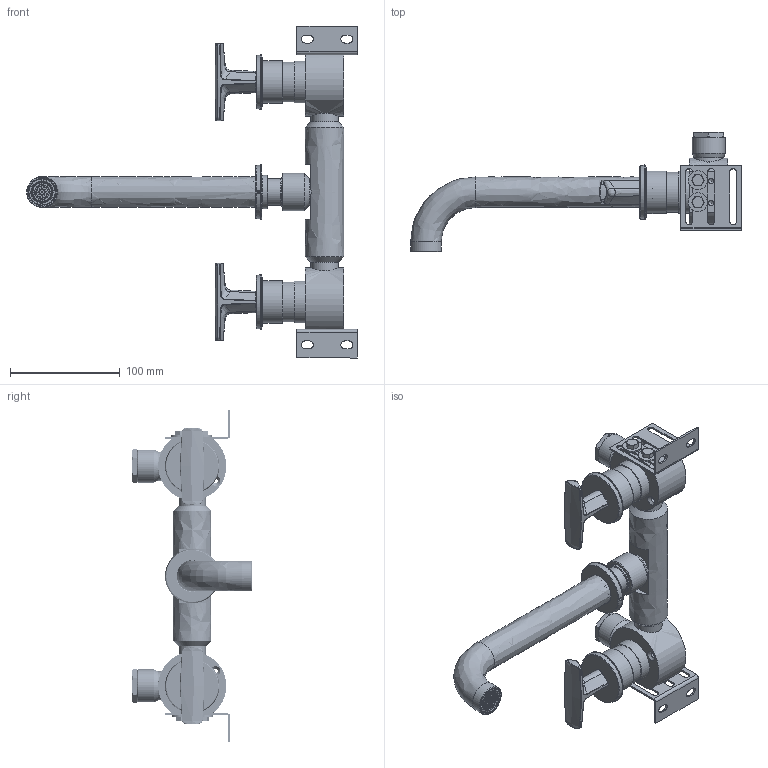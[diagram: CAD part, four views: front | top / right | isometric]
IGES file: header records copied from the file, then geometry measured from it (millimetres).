
Global section: file name: FORMET20K47-CBA; native system: Autodesk Inventor 2020; preprocessor: unknown; author: rclarke; date: 20221130.104124; units: millimetre
Bounding box: 300.85 x 108.5 x 302 mm (x, y, z)
Volume: 499103.1 mm3; surface area: 263148.9 mm2
Topology: 65 solids, 68 shells, 3853 faces, 10940 edges, 7309 vertices
Faces by surface type: bspline 3853
